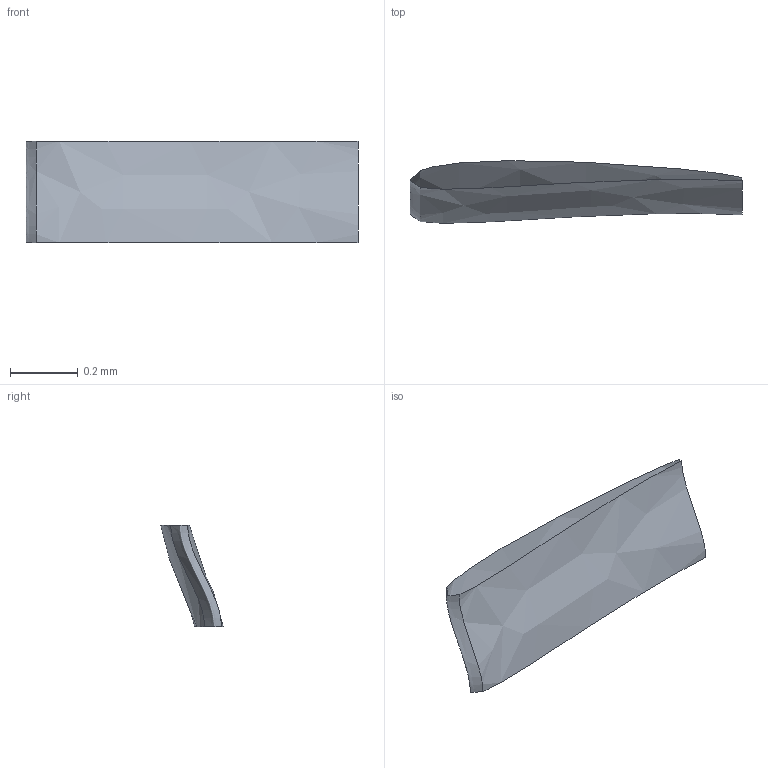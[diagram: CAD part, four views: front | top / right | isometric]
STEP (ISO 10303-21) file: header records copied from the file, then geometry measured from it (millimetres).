
FILE_DESCRIPTION(('AirFLOW Python STEP AP203 Export'), '1');
FILE_NAME('test5.step','2025-09-07 18:43:58.861139',(''),(''),'AirFLOW Python STEP AP203 Export','AirFLOW','');
FILE_SCHEMA(('CONFIG_CONTROL_DESIGN'));
Length unit declared in the file: millimetre
Products named in the file (1): test5.step
Bounding box: 0.98 x 0.18 x 0.3 mm (x, y, z)
Surface area: 0.6 mm2 (no closed solid volume)
Topology: 0 solids, 4 shells, 4 faces, 16 edges, 8 vertices
Faces by surface type: bspline 4
Entity records: 151 total; most frequent: CARTESIAN_POINT 64, B_SPLINE_CURVE_WITH_KNOTS 16, EDGE_CURVE 16, ORIENTED_EDGE 16, VERTEX_POINT 8, B_SPLINE_SURFACE_WITH_KNOTS 4, EDGE_LOOP 4, FACE_OUTER_BOUND 4
